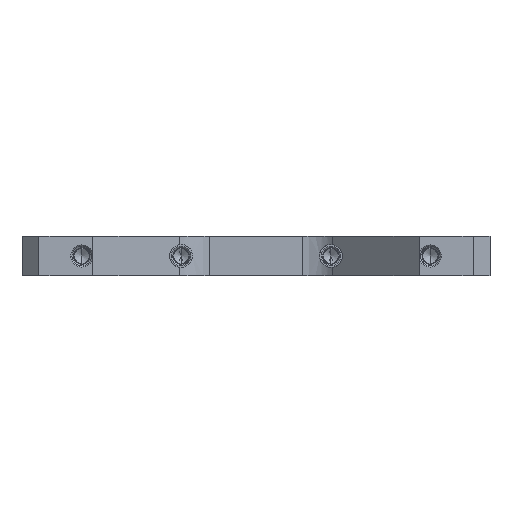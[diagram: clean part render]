
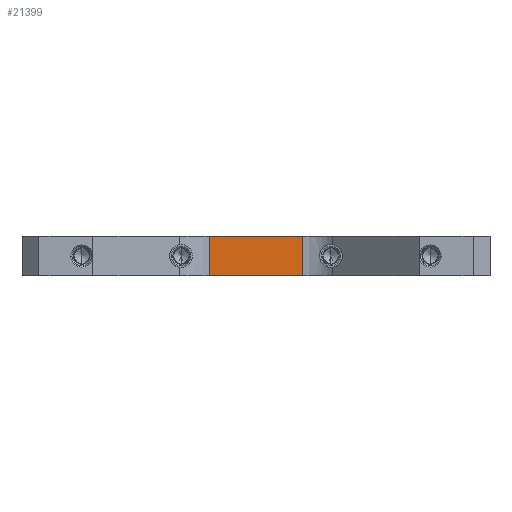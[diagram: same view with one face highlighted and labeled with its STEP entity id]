
A CAD part, left-side view. The second image highlights one B-rep face of the part: STEP entity #21399.
In plain terms, the highlighted planar face has unit normal (-1, 0, 0).
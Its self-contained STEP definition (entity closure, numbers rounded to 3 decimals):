
#68=DIRECTION('',(0.,0.,1.));
#69=VECTOR('',#68,6.);
#70=CARTESIAN_POINT('',(-20.32,7.022,-6.302));
#71=LINE('',#70,#69);
#1418=DIRECTION('',(0.,0.,-1.));
#1419=VECTOR('',#1418,6.);
#1420=CARTESIAN_POINT('',(-20.32,-7.022,-0.302));
#1421=LINE('',#1420,#1419);
#2941=DIRECTION('',(0.,1.,0.));
#2942=VECTOR('',#2941,14.043);
#2943=CARTESIAN_POINT('',(-20.32,-7.022,-6.302));
#2944=LINE('',#2943,#2942);
#2945=DIRECTION('',(0.,1.,0.));
#2946=VECTOR('',#2945,14.043);
#2947=CARTESIAN_POINT('',(-20.32,-7.022,-0.302));
#2948=LINE('',#2947,#2946);
#15201=CARTESIAN_POINT('',(-20.32,7.022,-0.302));
#15202=VERTEX_POINT('',#15201);
#15213=CARTESIAN_POINT('',(-20.32,-7.022,-0.302));
#15214=VERTEX_POINT('',#15213);
#15297=CARTESIAN_POINT('',(-20.32,7.022,-6.302));
#15298=VERTEX_POINT('',#15297);
#15309=CARTESIAN_POINT('',(-20.32,-7.022,-6.302));
#15310=VERTEX_POINT('',#15309);
#21388=CARTESIAN_POINT('',(-20.32,-77.815,6.35));
#21389=DIRECTION('',(1.,0.,0.));
#21390=DIRECTION('',(0.,1.,0.));
#21391=AXIS2_PLACEMENT_3D('',#21388,#21389,#21390);
#21392=PLANE('',#21391);
#21393=ORIENTED_EDGE('',*,*,#17668,.T.);
#21394=ORIENTED_EDGE('',*,*,#15914,.T.);
#21395=ORIENTED_EDGE('',*,*,#15834,.T.);
#21396=ORIENTED_EDGE('',*,*,#16055,.F.);
#21397=EDGE_LOOP('',(#21393,#21394,#21395,#21396));
#21398=FACE_OUTER_BOUND('',#21397,.F.);
#21399=ADVANCED_FACE('',(#21398),#21392,.F.);
#15834=EDGE_CURVE('',#15298,#15202,#71,.T.);
#15914=EDGE_CURVE('',#15310,#15298,#2944,.T.);
#16055=EDGE_CURVE('',#15214,#15202,#2948,.T.);
#17668=EDGE_CURVE('',#15214,#15310,#1421,.T.);
